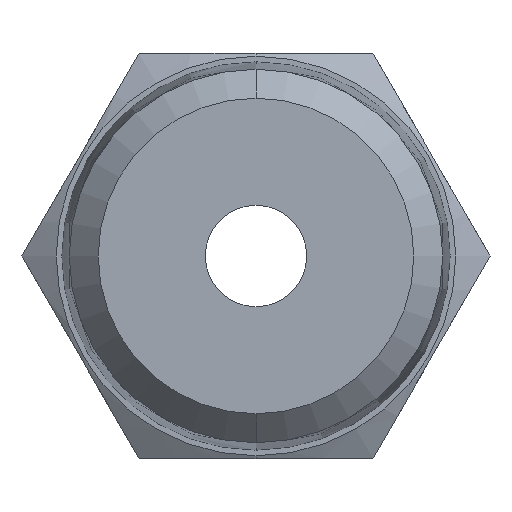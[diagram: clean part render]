
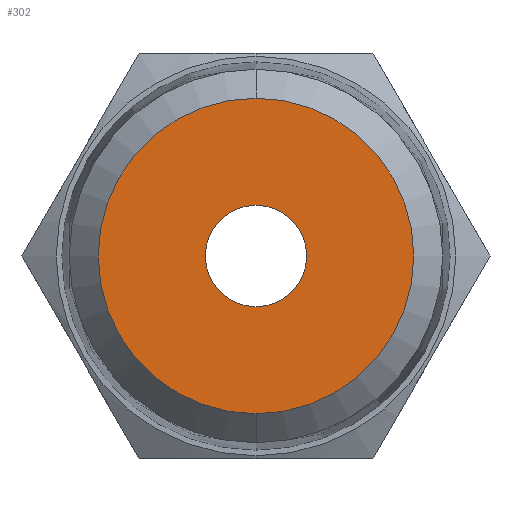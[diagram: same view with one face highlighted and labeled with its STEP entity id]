
A CAD part, front view. The second image highlights one B-rep face of the part: STEP entity #302.
In plain terms, the highlighted planar face has unit normal (0, -1, 0).
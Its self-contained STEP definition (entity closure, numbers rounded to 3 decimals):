
#101 = EDGE_CURVE ( 'NONE', #107, #106, #1234, .T. ) ;
#106 = VERTEX_POINT ( 'NONE', #1220 ) ;
#107 = VERTEX_POINT ( 'NONE', #1219 ) ;
#222 = EDGE_CURVE ( 'NONE', #223, #224, #548, .T. ) ;
#223 = VERTEX_POINT ( 'NONE', #538 ) ;
#224 = VERTEX_POINT ( 'NONE', #753 ) ;
#282 = ORIENTED_EDGE ( 'NONE', *, *, #101, .F. ) ;
#283 = EDGE_LOOP ( 'NONE', ( #284, #285 ) ) ;
#284 = ORIENTED_EDGE ( 'NONE', *, *, #361, .T. ) ;
#285 = ORIENTED_EDGE ( 'NONE', *, *, #222, .T. ) ;
#302 = ADVANCED_FACE ( 'NONE', ( #764, #763 ), #768, .T. ) ;
#303 = EDGE_LOOP ( 'NONE', ( #304, #282 ) ) ;
#304 = ORIENTED_EDGE ( 'NONE', *, *, #305, .F. ) ;
#305 = EDGE_CURVE ( 'NONE', #106, #107, #757, .T. ) ;
#361 = EDGE_CURVE ( 'NONE', #224, #223, #896, .T. ) ;
#538 = CARTESIAN_POINT ( 'NONE',  ( 0., 0., -5.45 ) ) ;
#539 = DIRECTION ( 'NONE',  ( 0., 0., -1. ) ) ;
#540 = DIRECTION ( 'NONE',  ( 0., -1., 0. ) ) ;
#541 = CARTESIAN_POINT ( 'NONE',  ( 0., 0., 0. ) ) ;
#542 = AXIS2_PLACEMENT_3D ( 'NONE', #541, #540, #539 ) ;
#548 = CIRCLE ( 'NONE', #542, 5.45 ) ;
#753 = CARTESIAN_POINT ( 'NONE',  ( 0., 0., 5.45 ) ) ;
#754 = DIRECTION ( 'NONE',  ( 0., 0., -1. ) ) ;
#755 = DIRECTION ( 'NONE',  ( 0., -1., 0. ) ) ;
#756 = AXIS2_PLACEMENT_3D ( 'NONE', #761, #755, #754 ) ;
#757 = CIRCLE ( 'NONE', #756, 1.75 ) ;
#758 = DIRECTION ( 'NONE',  ( 0., 0., -1. ) ) ;
#759 = DIRECTION ( 'NONE',  ( 0., -1., 0. ) ) ;
#760 = CARTESIAN_POINT ( 'NONE',  ( 6.9, 0., 0. ) ) ;
#761 = CARTESIAN_POINT ( 'NONE',  ( 0., 0., 0. ) ) ;
#762 = AXIS2_PLACEMENT_3D ( 'NONE', #760, #759, #758 ) ;
#763 = FACE_OUTER_BOUND ( 'NONE', #283, .T. ) ;
#764 = FACE_BOUND ( 'NONE', #303, .T. ) ;
#768 = PLANE ( 'NONE',  #762 ) ;
#892 = DIRECTION ( 'NONE',  ( 0., 0., -1. ) ) ;
#893 = DIRECTION ( 'NONE',  ( 0., -1., 0. ) ) ;
#894 = CARTESIAN_POINT ( 'NONE',  ( 0., 0., 0. ) ) ;
#895 = AXIS2_PLACEMENT_3D ( 'NONE', #894, #893, #892 ) ;
#896 = CIRCLE ( 'NONE', #895, 5.45 ) ;
#1219 = CARTESIAN_POINT ( 'NONE',  ( 0., 0., 1.75 ) ) ;
#1220 = CARTESIAN_POINT ( 'NONE',  ( 0., 0., -1.75 ) ) ;
#1230 = DIRECTION ( 'NONE',  ( 0., 0., -1. ) ) ;
#1231 = DIRECTION ( 'NONE',  ( 0., -1., 0. ) ) ;
#1232 = CARTESIAN_POINT ( 'NONE',  ( 0., 0., 0. ) ) ;
#1233 = AXIS2_PLACEMENT_3D ( 'NONE', #1232, #1231, #1230 ) ;
#1234 = CIRCLE ( 'NONE', #1233, 1.75 ) ;
